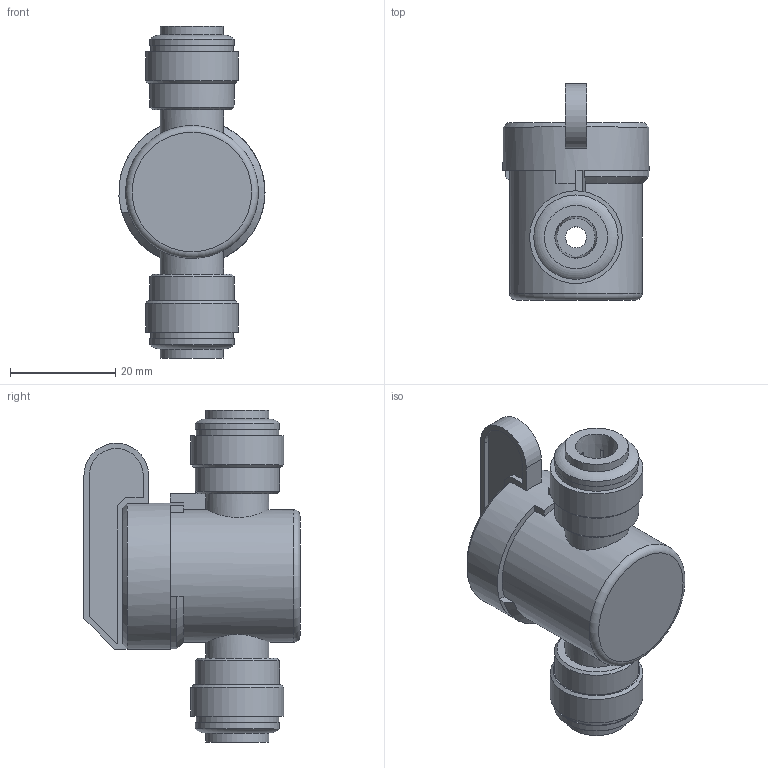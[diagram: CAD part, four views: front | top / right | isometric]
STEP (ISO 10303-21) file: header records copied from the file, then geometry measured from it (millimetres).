
FILE_DESCRIPTION(/* description */ ('STEP AP203'),/* implementation_level */ '2;1');
FILE_NAME(/* name */ 'On Off Valve.step',/* time_stamp */ '2025-11-18T11:04:34-05:00',/* author */ (''),/* organization */ (''),/* preprocessor_version */ 'ST-DEVELOPER v20.1',/* originating_system */ 'Autodesk Translation Framework v14.21.0.0',/* authorisation */ '');
FILE_SCHEMA (('AUTOMOTIVE_DESIGN { 1 0 10303 214 3 1 1 }'));
Length unit declared in the file: millimetre
Products named in the file (1): 4503K12_Polypropylene On Off Valve for Drinking Water
Bounding box: 27.72 x 41 x 63 mm (x, y, z)
Volume: 23686.1 mm3; surface area: 10967.9 mm2
Topology: 4 solids, 4 shells, 140 faces, 346 edges, 228 vertices
Faces by surface type: plane 102, cylinder 24, cone 11, torus 3
Full cylindrical faces by diameter (mm): 4 x1, 8 x2, 10 x2, 12 x3, 15.68 x2, 16 x4, 17.6 x2, 25.197 x1, 27.737 x1
Entity records: 4342 total; most frequent: CARTESIAN_POINT 958, DIRECTION 705, ORIENTED_EDGE 692, EDGE_CURVE 346, AXIS2_PLACEMENT_3D 272, VERTEX_POINT 228, LINE 161, VECTOR 161
